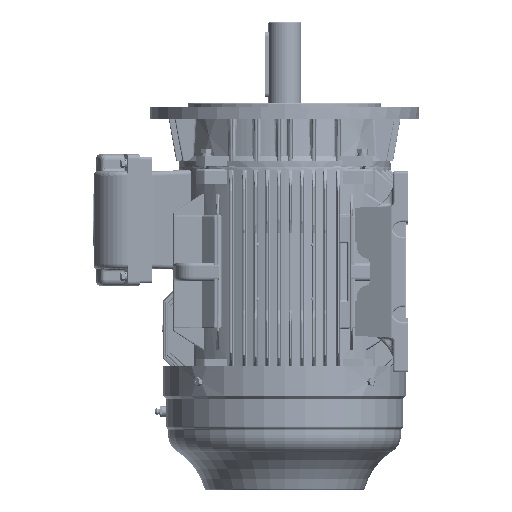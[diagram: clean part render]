
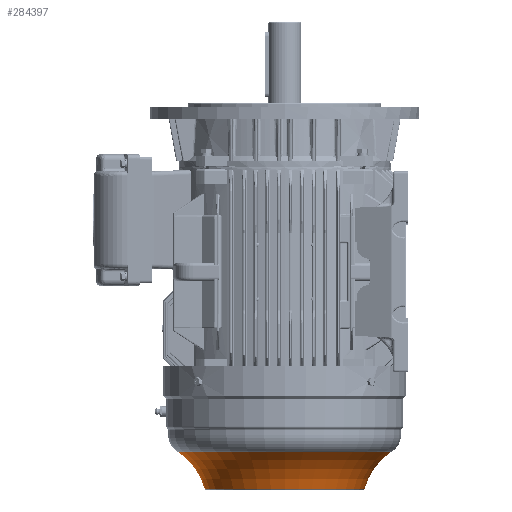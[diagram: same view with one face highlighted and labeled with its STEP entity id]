
A CAD part, left-side view. The second image highlights one B-rep face of the part: STEP entity #284397.
In plain terms, the highlighted toroidal (fillet/blend) face has major radius 185.258 mm and minor radius 85 mm.
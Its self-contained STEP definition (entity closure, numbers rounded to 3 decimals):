
#25230 = AXIS2_PLACEMENT_3D ( 'NONE', #36257, #36258, #36259 ) ;
#25248 = AXIS2_PLACEMENT_3D ( 'NONE', #36272, #36273, #36274 ) ;
#25255 = AXIS2_PLACEMENT_3D ( 'NONE', #36263, #36264, #36265 ) ;
#25269 = AXIS2_PLACEMENT_3D ( 'NONE', #36278, #36279, #36280 ) ;
#36257 = CARTESIAN_POINT ( 'NONE',  ( 1.671, 0., -146.147 ) ) ;
#36258 = DIRECTION ( 'NONE',  ( 0., 0., 1. ) ) ;
#36259 = DIRECTION ( 'NONE',  ( 0., 1., 0. ) ) ;
#36263 = CARTESIAN_POINT ( 'NONE',  ( 1.671, -185.258, -168.086 ) ) ;
#36264 = DIRECTION ( 'NONE',  ( -1., 0., 0. ) ) ;
#36265 = DIRECTION ( 'NONE',  ( 0., -1., 0. ) ) ;
#36272 = CARTESIAN_POINT ( 'NONE',  ( 1.671, 185.258, -168.086 ) ) ;
#36273 = DIRECTION ( 'NONE',  ( 1., 0., 0. ) ) ;
#36274 = DIRECTION ( 'NONE',  ( 0., 1., 0. ) ) ;
#36278 = CARTESIAN_POINT ( 'NONE',  ( 1.671, 0., -98.423 ) ) ;
#36279 = DIRECTION ( 'NONE',  ( 0., 0., 1. ) ) ;
#36280 = DIRECTION ( 'NONE',  ( 0., 1., 0. ) ) ;
#59807 = FACE_OUTER_BOUND ( 'NONE', #278589, .T. ) ;
#59809 = AXIS2_PLACEMENT_3D ( 'NONE', #62498, #62499, #62500 ) ;
#62498 = CARTESIAN_POINT ( 'NONE',  ( 1.671, 0., -168.086 ) ) ;
#62499 = DIRECTION ( 'NONE',  ( 0., 0., 1. ) ) ;
#62500 = DIRECTION ( 'NONE',  ( 0., 1., 0. ) ) ;
#171570 = ORIENTED_EDGE ( 'NONE', *, *, #281445, .T. ) ;
#171572 = ORIENTED_EDGE ( 'NONE', *, *, #281452, .F. ) ;
#171574 = ORIENTED_EDGE ( 'NONE', *, *, #281469, .F. ) ;
#171576 = ORIENTED_EDGE ( 'NONE', *, *, #281463, .T. ) ;
#231517 = VERTEX_POINT ( 'NONE', #290627 ) ;
#231518 = VERTEX_POINT ( 'NONE', #290630 ) ;
#231519 = VERTEX_POINT ( 'NONE', #290633 ) ;
#231520 = VERTEX_POINT ( 'NONE', #290636 ) ;
#278589 = EDGE_LOOP ( 'NONE', ( #171572, #171574, #171576, #171570 ) ) ;
#281445 = EDGE_CURVE ( 'NONE', #231518, #231517, #319150, .T. ) ;
#281452 = EDGE_CURVE ( 'NONE', #231519, #231517, #319157, .T. ) ;
#281463 = EDGE_CURVE ( 'NONE', #231520, #231518, #319167, .T. ) ;
#281469 = EDGE_CURVE ( 'NONE', #231520, #231519, #319174, .T. ) ;
#284397 = ADVANCED_FACE ( 'NONE', ( #59807 ), #320150, .F. ) ;
#290627 = CARTESIAN_POINT ( 'NONE',  ( 1.671, -103.138, -146.147 ) ) ;
#290630 = CARTESIAN_POINT ( 'NONE',  ( 1.671, 103.138, -146.147 ) ) ;
#290633 = CARTESIAN_POINT ( 'NONE',  ( 1.671, -136.555, -98.423 ) ) ;
#290636 = CARTESIAN_POINT ( 'NONE',  ( 1.671, 136.555, -98.423 ) ) ;
#319150 = CIRCLE ( 'NONE', #25230, 103.138 ) ;
#319157 = CIRCLE ( 'NONE', #25255, 85. ) ;
#319167 = CIRCLE ( 'NONE', #25248, 85. ) ;
#319174 = CIRCLE ( 'NONE', #25269, 136.555 ) ;
#320150 = TOROIDAL_SURFACE ( 'NONE', #59809, 185.258, 85. ) ;
